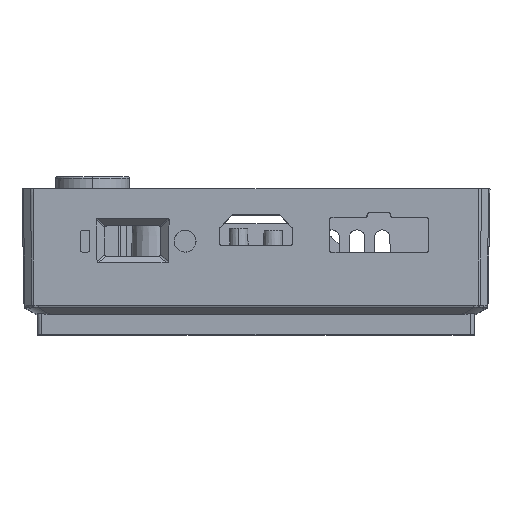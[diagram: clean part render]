
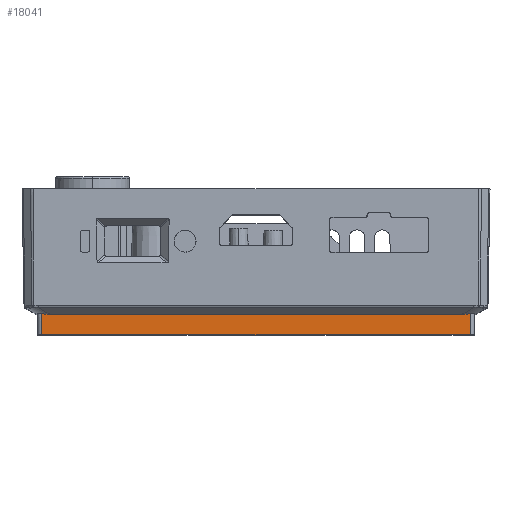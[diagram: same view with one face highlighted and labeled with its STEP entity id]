
A CAD part, top view. The second image highlights one B-rep face of the part: STEP entity #18041.
In plain terms, the highlighted planar face has unit normal (0, -0.018, 1).
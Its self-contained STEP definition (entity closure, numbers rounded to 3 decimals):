
#122 = LINE ( 'NONE', #935, #11723 ) ;
#262 = CARTESIAN_POINT ( 'NONE',  ( 24.294, 2.35, 25.471 ) ) ;
#935 = CARTESIAN_POINT ( 'NONE',  ( -24.992, 3.564, 25.492 ) ) ;
#1634 = CARTESIAN_POINT ( 'NONE',  ( 0., 4., 25.5 ) ) ;
#1726 = LINE ( 'NONE', #17933, #20542 ) ;
#2544 = EDGE_CURVE ( 'NONE', #21233, #16686, #122, .T. ) ;
#2938 = DIRECTION ( 'NONE',  ( 0.017, -1., -0.017 ) ) ;
#4843 = LINE ( 'NONE', #5743, #16474 ) ;
#5743 = CARTESIAN_POINT ( 'NONE',  ( 0., 0., 25.43 ) ) ;
#6065 = CARTESIAN_POINT ( 'NONE',  ( 24.629, 2.385, 25.472 ) ) ;
#7369 = DIRECTION ( 'NONE',  ( 0., -0.017, 1. ) ) ;
#7440 = ORIENTED_EDGE ( 'NONE', *, *, #16487, .T. ) ;
#7479 = CARTESIAN_POINT ( 'NONE',  ( 24.992, 3.564, 25.492 ) ) ;
#7543 = EDGE_LOOP ( 'NONE', ( #8570, #7440, #19259, #7725, #12240, #24285 ) ) ;
#7725 = ORIENTED_EDGE ( 'NONE', *, *, #18279, .T. ) ;
#8570 = ORIENTED_EDGE ( 'NONE', *, *, #20069, .T. ) ;
#9552 = EDGE_CURVE ( 'NONE', #17854, #21233, #16624, .T. ) ;
#10937 = AXIS2_PLACEMENT_3D ( 'NONE', #1634, #7369, #12809 ) ;
#11461 = CARTESIAN_POINT ( 'NONE',  ( -24.93, 0., 25.43 ) ) ;
#11493 = CARTESIAN_POINT ( 'NONE',  ( 23.971, 2.35, 25.471 ) ) ;
#11609 = CARTESIAN_POINT ( 'NONE',  ( 24.973, 2.453, 25.473 ) ) ;
#11723 = VECTOR ( 'NONE', #2938, 1000. ) ;
#11823 = CARTESIAN_POINT ( 'NONE',  ( 23.971, 2.35, 25.471 ) ) ;
#12085 = FACE_OUTER_BOUND ( 'NONE', #7543, .T. ) ;
#12240 = ORIENTED_EDGE ( 'NONE', *, *, #9552, .T. ) ;
#12809 = DIRECTION ( 'NONE',  ( 0., -1., -0.017 ) ) ;
#13523 = DIRECTION ( 'NONE',  ( 1., 0., 0. ) ) ;
#13989 = CARTESIAN_POINT ( 'NONE',  ( -23.971, 2.35, 25.471 ) ) ;
#14548 = CARTESIAN_POINT ( 'NONE',  ( -24.973, 2.453, 25.473 ) ) ;
#15287 = VERTEX_POINT ( 'NONE', #22403 ) ;
#15501 = VERTEX_POINT ( 'NONE', #11609 ) ;
#15521 =( BOUNDED_CURVE ( )  B_SPLINE_CURVE ( 3, ( #23298, #6065, #262, #11823 ),
 .UNSPECIFIED., .F., .F. ) 
 B_SPLINE_CURVE_WITH_KNOTS ( ( 4, 4 ),
 ( 5.212, 5.455 ),
 .UNSPECIFIED. ) 
 CURVE ( )  GEOMETRIC_REPRESENTATION_ITEM ( )  RATIONAL_B_SPLINE_CURVE ( ( 1., 0.995, 0.995, 1. ) ) 
 REPRESENTATION_ITEM ( '' )  );
#16400 = CARTESIAN_POINT ( 'NONE',  ( -24.629, 2.385, 25.472 ) ) ;
#16474 = VECTOR ( 'NONE', #13523, 1000. ) ;
#16487 = EDGE_CURVE ( 'NONE', #15287, #15501, #23229, .T. ) ;
#16580 = CARTESIAN_POINT ( 'NONE',  ( -24.973, 2.453, 25.473 ) ) ;
#16624 =( BOUNDED_CURVE ( )  B_SPLINE_CURVE ( 3, ( #13989, #23698, #16400, #14548 ),
 .UNSPECIFIED., .F., .F. ) 
 B_SPLINE_CURVE_WITH_KNOTS ( ( 4, 4 ),
 ( 0.828, 1.071 ),
 .UNSPECIFIED. ) 
 CURVE ( )  GEOMETRIC_REPRESENTATION_ITEM ( )  RATIONAL_B_SPLINE_CURVE ( ( 1., 0.995, 0.995, 1. ) ) 
 REPRESENTATION_ITEM ( '' )  );
#16686 = VERTEX_POINT ( 'NONE', #11461 ) ;
#17626 = EDGE_CURVE ( 'NONE', #15501, #18619, #15521, .T. ) ;
#17854 = VERTEX_POINT ( 'NONE', #19865 ) ;
#17933 = CARTESIAN_POINT ( 'NONE',  ( 0., 2.35, 25.471 ) ) ;
#18041 = ADVANCED_FACE ( 'NONE', ( #12085 ), #18822, .T. ) ;
#18279 = EDGE_CURVE ( 'NONE', #18619, #17854, #1726, .T. ) ;
#18619 = VERTEX_POINT ( 'NONE', #11493 ) ;
#18822 = PLANE ( 'NONE',  #10937 ) ;
#19259 = ORIENTED_EDGE ( 'NONE', *, *, #17626, .T. ) ;
#19865 = CARTESIAN_POINT ( 'NONE',  ( -23.971, 2.35, 25.471 ) ) ;
#20069 = EDGE_CURVE ( 'NONE', #16686, #15287, #4843, .T. ) ;
#20542 = VECTOR ( 'NONE', #23564, 1000. ) ;
#20831 = VECTOR ( 'NONE', #20864, 1000. ) ;
#20864 = DIRECTION ( 'NONE',  ( 0.017, 1., 0.017 ) ) ;
#21233 = VERTEX_POINT ( 'NONE', #16580 ) ;
#22403 = CARTESIAN_POINT ( 'NONE',  ( 24.93, 0., 25.43 ) ) ;
#23229 = LINE ( 'NONE', #7479, #20831 ) ;
#23298 = CARTESIAN_POINT ( 'NONE',  ( 24.973, 2.453, 25.473 ) ) ;
#23564 = DIRECTION ( 'NONE',  ( -1., 0., 0. ) ) ;
#23698 = CARTESIAN_POINT ( 'NONE',  ( -24.294, 2.35, 25.471 ) ) ;
#24285 = ORIENTED_EDGE ( 'NONE', *, *, #2544, .T. ) ;
